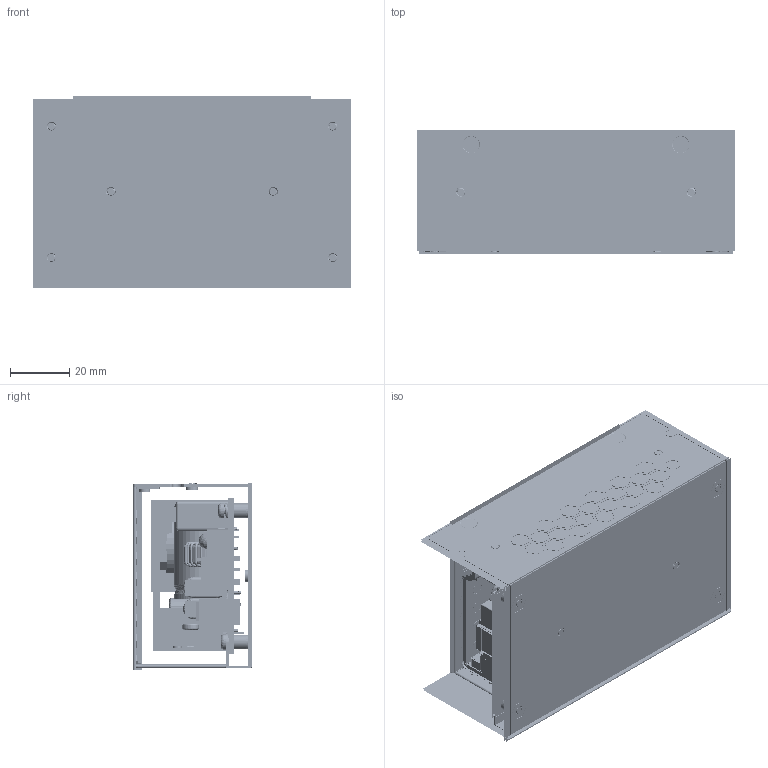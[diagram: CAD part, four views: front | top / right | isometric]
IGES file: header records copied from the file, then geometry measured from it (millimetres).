
Start section:  PTC IGES file: GTM962252PWWWVVX-XF.igs
Global section: file name: GTM962252PWWWVVX-XF.igs; native system: Creo Parametric by PTC Inc.; preprocessor: 2018050; author: rd05; organization: Unknown; date: 20210521.154847; units: millimetre
Bounding box: 107.64 x 41.57 x 64.76 mm (x, y, z)
Surface area: 241774 mm2 (no closed solid volume)
Topology: 0 solids, 0 shells, 6934 faces, 99180 edges, 129137 vertices
Faces by surface type: bspline 4308, revolution 2626
